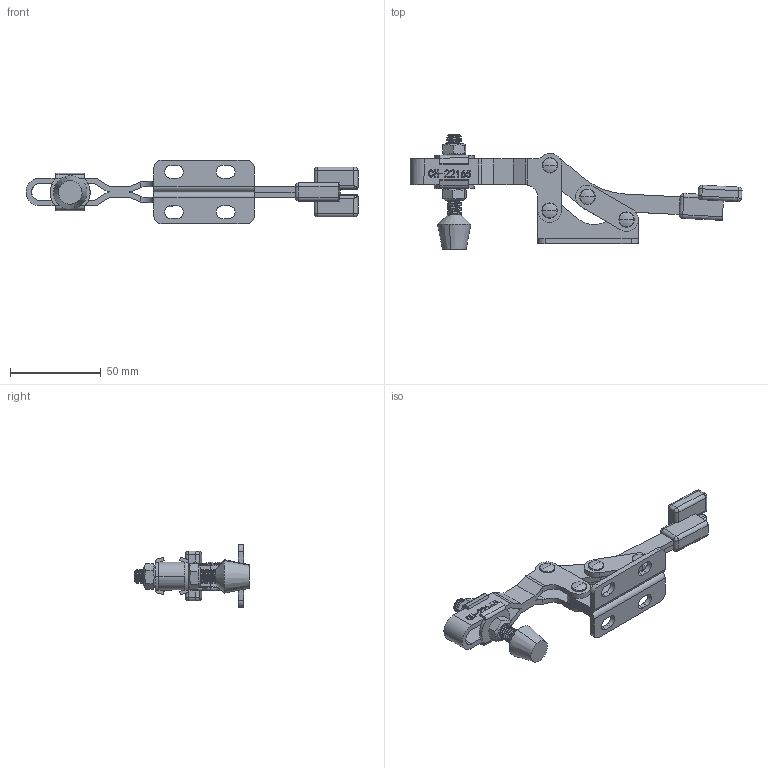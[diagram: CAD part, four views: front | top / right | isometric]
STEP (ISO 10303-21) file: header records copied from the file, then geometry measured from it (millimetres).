
FILE_DESCRIPTION (( 'STEP AP203' ), '1' );
FILE_NAME ('CH-22165.STEP', '2017-11-17T08:57:03', ( 'Windows' ), ( 'Microsoft' ), 'SwSTEP 2.0', 'SolidWorks 2015', '' );
FILE_SCHEMA (( 'CONFIG_CONTROL_DESIGN' ));
Length unit declared in the file: millimetre
Products named in the file (11): FW516; FC-56212-01; FC-56212; 22165-01; 22165-02; 22165-03; CH-22165; 22165-05; 22165-04; 22165-06
Assembly tree (16 placements, depth 3):
  CH-22165
    22165-01
    22165-01
      22165-03
      22165-05
    22165-04  x2
    22165-06  x4
    FW516  x2
    FC-56212-01  x2
    FC-56212
    22165-02
Bounding box: 183.43 x 63.51 x 34.9 mm (x, y, z)
Volume: 43097.2 mm3; surface area: 37973.3 mm2
Topology: 17 solids, 17 shells, 827 faces, 2193 edges, 1412 vertices
Faces by surface type: plane 348, cylinder 266, bspline 126, cone 35, torus 32, sphere 20
Entity records: 33673 total; most frequent: CARTESIAN_POINT 15989, ORIENTED_EDGE 3754, DIRECTION 2880, EDGE_CURVE 1877, VERTEX_POINT 1228, LINE 1126, VECTOR 1126, AXIS2_PLACEMENT_3D 877
